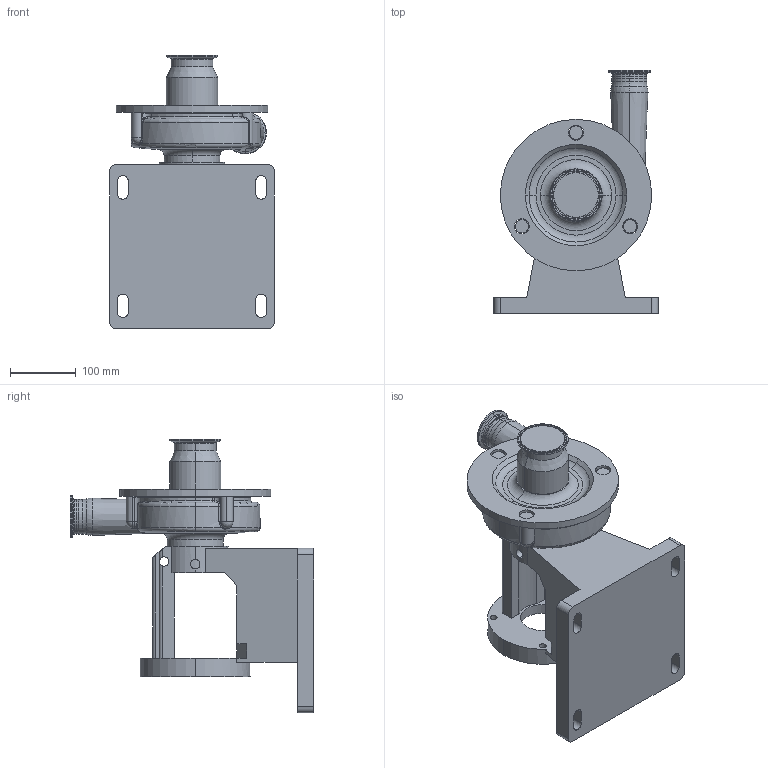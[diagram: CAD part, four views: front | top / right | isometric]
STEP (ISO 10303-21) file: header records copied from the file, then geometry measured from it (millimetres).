
FILE_DESCRIPTION (( 'STEP AP214' ), '1' );
FILE_NAME ('FP 352 140TC VERTICAL.STEP', '2010-02-24T13:21:19', ( ' ' ), ( '' ), 'SwSTEP 2.0', 'SolidWorks 2010', '' );
FILE_SCHEMA (( 'AUTOMOTIVE_DESIGN' ));
Length unit declared in the file: millimetre
Products named in the file (2): FP 352 140TC VERTICAL^1275000114; FP 352 140TC VERTICAL
Assembly tree (1 placements, depth 2):
  FP 352 140TC VERTICAL
    FP 352 140TC VERTICAL^1275000114
Bounding box: 250 x 370 x 416 mm (x, y, z)
Volume: 6950747.6 mm3; surface area: 563437.9 mm2
Topology: 1 solids, 3 shells, 360 faces, 925 edges, 570 vertices
Faces by surface type: cylinder 136, plane 94, torus 49, bspline 43, cone 29, sphere 9
Entity records: 23253 total; most frequent: CARTESIAN_POINT 14488, DIRECTION 1859, ORIENTED_EDGE 1838, EDGE_CURVE 919, AXIS2_PLACEMENT_3D 753, VERTEX_POINT 568, CIRCLE 432, EDGE_LOOP 399
